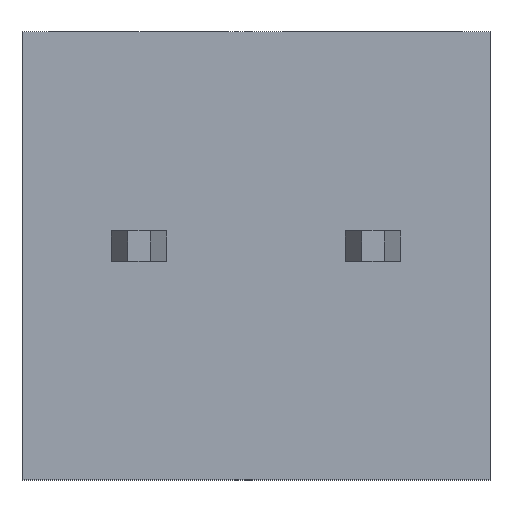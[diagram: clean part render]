
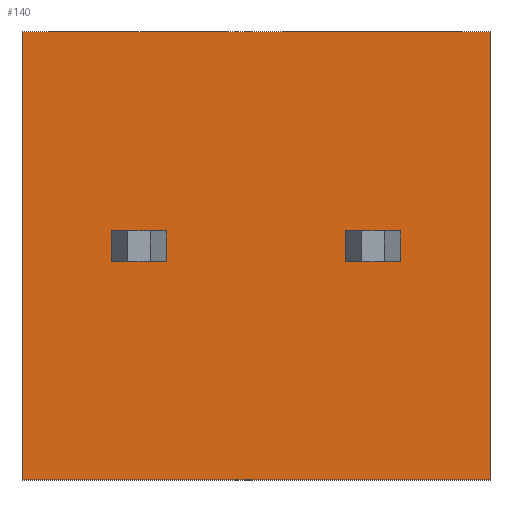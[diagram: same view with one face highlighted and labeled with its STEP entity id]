
A CAD part, top view. The second image highlights one B-rep face of the part: STEP entity #140.
In plain terms, the highlighted planar face has unit normal (0, 0, 1).
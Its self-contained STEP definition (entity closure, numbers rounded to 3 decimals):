
#140 = ADVANCED_FACE( '', ( #334, #335, #336 ), #337, .F. );
#334 = FACE_BOUND( '', #585, .T. );
#335 = FACE_OUTER_BOUND( '', #586, .T. );
#336 = FACE_BOUND( '', #587, .T. );
#337 = PLANE( '', #588 );
#585 = EDGE_LOOP( '', ( #936, #937, #938, #939 ) );
#586 = EDGE_LOOP( '', ( #940, #941, #942, #943 ) );
#587 = EDGE_LOOP( '', ( #944, #945, #946, #947 ) );
#588 = AXIS2_PLACEMENT_3D( '', #948, #949, #950 );
#936 = ORIENTED_EDGE( '', *, *, #1481, .F. );
#937 = ORIENTED_EDGE( '', *, *, #1482, .F. );
#938 = ORIENTED_EDGE( '', *, *, #1483, .T. );
#939 = ORIENTED_EDGE( '', *, *, #1380, .F. );
#940 = ORIENTED_EDGE( '', *, *, #1484, .T. );
#941 = ORIENTED_EDGE( '', *, *, #1409, .T. );
#942 = ORIENTED_EDGE( '', *, *, #1453, .F. );
#943 = ORIENTED_EDGE( '', *, *, #1485, .F. );
#944 = ORIENTED_EDGE( '', *, *, #1486, .F. );
#945 = ORIENTED_EDGE( '', *, *, #1387, .F. );
#946 = ORIENTED_EDGE( '', *, *, #1487, .T. );
#947 = ORIENTED_EDGE( '', *, *, #1488, .F. );
#948 = CARTESIAN_POINT( '', ( 141.302, 109.734, 0. ) );
#949 = DIRECTION( '', ( 0., 0., -1. ) );
#950 = DIRECTION( '', ( -1., 0., 0. ) );
#1380 = EDGE_CURVE( '', #1616, #1618, #1619, .T. );
#1387 = EDGE_CURVE( '', #1628, #1631, #1632, .T. );
#1409 = EDGE_CURVE( '', #1669, #1670, #1671, .T. );
#1453 = EDGE_CURVE( '', #1745, #1670, #1746, .T. );
#1481 = EDGE_CURVE( '', #1790, #1616, #1791, .T. );
#1482 = EDGE_CURVE( '', #1792, #1790, #1793, .T. );
#1483 = EDGE_CURVE( '', #1792, #1618, #1794, .T. );
#1484 = EDGE_CURVE( '', #1795, #1669, #1796, .T. );
#1485 = EDGE_CURVE( '', #1795, #1745, #1797, .T. );
#1486 = EDGE_CURVE( '', #1631, #1798, #1799, .T. );
#1487 = EDGE_CURVE( '', #1628, #1800, #1801, .T. );
#1488 = EDGE_CURVE( '', #1798, #1800, #1802, .T. );
#1616 = VERTEX_POINT( '', #1964 );
#1618 = VERTEX_POINT( '', #1967 );
#1619 = LINE( '', #1968, #1969 );
#1628 = VERTEX_POINT( '', #1982 );
#1631 = VERTEX_POINT( '', #1986 );
#1632 = LINE( '', #1987, #1988 );
#1669 = VERTEX_POINT( '', #2038 );
#1670 = VERTEX_POINT( '', #2039 );
#1671 = LINE( '', #2040, #2041 );
#1745 = VERTEX_POINT( '', #2141 );
#1746 = LINE( '', #2142, #2143 );
#1790 = VERTEX_POINT( '', #2207 );
#1791 = LINE( '', #2208, #2209 );
#1792 = VERTEX_POINT( '', #2210 );
#1793 = LINE( '', #2211, #2212 );
#1794 = LINE( '', #2213, #2214 );
#1795 = VERTEX_POINT( '', #2215 );
#1796 = LINE( '', #2216, #2217 );
#1797 = LINE( '', #2218, #2219 );
#1798 = VERTEX_POINT( '', #2220 );
#1799 = LINE( '', #2221, #2222 );
#1800 = VERTEX_POINT( '', #2223 );
#1801 = LINE( '', #2224, #2225 );
#1802 = LINE( '', #2226, #2227 );
#1964 = CARTESIAN_POINT( '', ( 170.912, 105.984, 0. ) );
#1967 = CARTESIAN_POINT( '', ( 171.812, 105.984, 0. ) );
#1968 = CARTESIAN_POINT( '', ( 141.302, 105.984, 0. ) );
#1969 = VECTOR( '', #2445, 1000. );
#1982 = CARTESIAN_POINT( '', ( 168.002, 106.484, 0. ) );
#1986 = CARTESIAN_POINT( '', ( 167.102, 106.484, 0. ) );
#1987 = CARTESIAN_POINT( '', ( 141.302, 106.484, 0. ) );
#1988 = VECTOR( '', #2451, 1000. );
#2038 = CARTESIAN_POINT( '', ( 173.267, 102.434, 0. ) );
#2039 = CARTESIAN_POINT( '', ( 173.267, 109.734, 0. ) );
#2040 = CARTESIAN_POINT( '', ( 173.267, 109.734, 0. ) );
#2041 = VECTOR( '', #2474, 1000. );
#2141 = CARTESIAN_POINT( '', ( 165.647, 109.734, 0. ) );
#2142 = CARTESIAN_POINT( '', ( 141.302, 109.734, 0. ) );
#2143 = VECTOR( '', #2525, 1000. );
#2207 = CARTESIAN_POINT( '', ( 170.912, 106.484, 0. ) );
#2208 = CARTESIAN_POINT( '', ( 170.912, 109.734, 0. ) );
#2209 = VECTOR( '', #2549, 1000. );
#2210 = CARTESIAN_POINT( '', ( 171.812, 106.484, 0. ) );
#2211 = CARTESIAN_POINT( '', ( 141.302, 106.484, 0. ) );
#2212 = VECTOR( '', #2550, 1000. );
#2213 = CARTESIAN_POINT( '', ( 171.812, 109.734, 0. ) );
#2214 = VECTOR( '', #2551, 1000. );
#2215 = CARTESIAN_POINT( '', ( 165.647, 102.434, 0. ) );
#2216 = CARTESIAN_POINT( '', ( 141.302, 102.434, 0. ) );
#2217 = VECTOR( '', #2552, 1000. );
#2218 = CARTESIAN_POINT( '', ( 165.647, 109.734, 0. ) );
#2219 = VECTOR( '', #2553, 1000. );
#2220 = CARTESIAN_POINT( '', ( 167.102, 105.984, 0. ) );
#2221 = CARTESIAN_POINT( '', ( 167.102, 109.734, 0. ) );
#2222 = VECTOR( '', #2554, 1000. );
#2223 = CARTESIAN_POINT( '', ( 168.002, 105.984, 0. ) );
#2224 = CARTESIAN_POINT( '', ( 168.002, 109.734, 0. ) );
#2225 = VECTOR( '', #2555, 1000. );
#2226 = CARTESIAN_POINT( '', ( 141.302, 105.984, 0. ) );
#2227 = VECTOR( '', #2556, 1000. );
#2445 = DIRECTION( '', ( 1., 0., 0. ) );
#2451 = DIRECTION( '', ( -1., 0., 0. ) );
#2474 = DIRECTION( '', ( 0., 1., 0. ) );
#2525 = DIRECTION( '', ( 1., 0., 0. ) );
#2549 = DIRECTION( '', ( 0., -1., 0. ) );
#2550 = DIRECTION( '', ( -1., 0., 0. ) );
#2551 = DIRECTION( '', ( 0., -1., 0. ) );
#2552 = DIRECTION( '', ( 1., 0., 0. ) );
#2553 = DIRECTION( '', ( 0., 1., 0. ) );
#2554 = DIRECTION( '', ( 0., -1., 0. ) );
#2555 = DIRECTION( '', ( 0., -1., 0. ) );
#2556 = DIRECTION( '', ( 1., 0., 0. ) );
